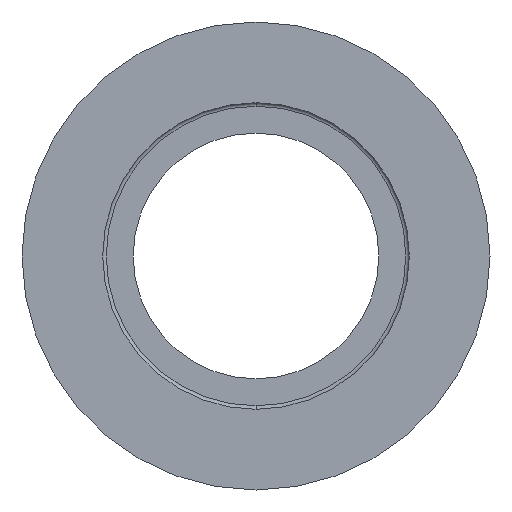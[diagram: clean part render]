
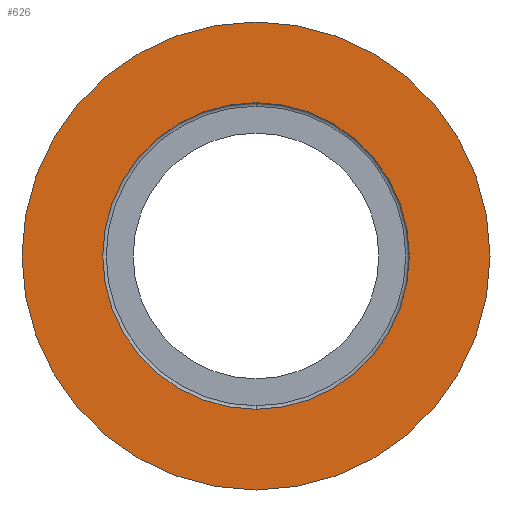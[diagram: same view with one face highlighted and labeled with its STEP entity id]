
A CAD part, front view. The second image highlights one B-rep face of the part: STEP entity #626.
In plain terms, the highlighted planar face has unit normal (0, -1, 0).
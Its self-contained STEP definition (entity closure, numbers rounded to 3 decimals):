
#25 = CARTESIAN_POINT ( 'NONE',  ( 13.1, 0., 0. ) ) ;
#81 = CIRCLE ( 'NONE', #591, 20. ) ;
#101 = CARTESIAN_POINT ( 'NONE',  ( 0., 0., 0. ) ) ;
#109 = PLANE ( 'NONE',  #909 ) ;
#143 = VERTEX_POINT ( 'NONE', #188 ) ;
#162 = EDGE_CURVE ( 'NONE', #239, #656, #81, .T. ) ;
#175 = CARTESIAN_POINT ( 'NONE',  ( 0., 0., 0. ) ) ;
#188 = CARTESIAN_POINT ( 'NONE',  ( 0., 0., -13.1 ) ) ;
#191 = DIRECTION ( 'NONE',  ( 0., 0., -1. ) ) ;
#203 = DIRECTION ( 'NONE',  ( 0., 0., -1. ) ) ;
#211 = ORIENTED_EDGE ( 'NONE', *, *, #647, .T. ) ;
#214 = VERTEX_POINT ( 'NONE', #672 ) ;
#239 = VERTEX_POINT ( 'NONE', #810 ) ;
#247 = CIRCLE ( 'NONE', #938, 20. ) ;
#249 = ORIENTED_EDGE ( 'NONE', *, *, #455, .F. ) ;
#262 = DIRECTION ( 'NONE',  ( 0., 0., -1. ) ) ;
#290 = DIRECTION ( 'NONE',  ( 0., -1., 0. ) ) ;
#312 = FACE_OUTER_BOUND ( 'NONE', #407, .T. ) ;
#332 = AXIS2_PLACEMENT_3D ( 'NONE', #339, #780, #426 ) ;
#337 = EDGE_LOOP ( 'NONE', ( #420, #249 ) ) ;
#339 = CARTESIAN_POINT ( 'NONE',  ( 0., 0., 0. ) ) ;
#378 = FACE_BOUND ( 'NONE', #337, .T. ) ;
#393 = EDGE_CURVE ( 'NONE', #143, #214, #644, .T. ) ;
#407 = EDGE_LOOP ( 'NONE', ( #211, #835 ) ) ;
#420 = ORIENTED_EDGE ( 'NONE', *, *, #393, .F. ) ;
#426 = DIRECTION ( 'NONE',  ( 0., 0., -1. ) ) ;
#455 = EDGE_CURVE ( 'NONE', #214, #143, #493, .T. ) ;
#493 = CIRCLE ( 'NONE', #580, 13.1 ) ;
#529 = CARTESIAN_POINT ( 'NONE',  ( 0., 0., -20. ) ) ;
#580 = AXIS2_PLACEMENT_3D ( 'NONE', #175, #660, #262 ) ;
#591 = AXIS2_PLACEMENT_3D ( 'NONE', #101, #620, #191 ) ;
#620 = DIRECTION ( 'NONE',  ( 0., -1., 0. ) ) ;
#624 = DIRECTION ( 'NONE',  ( 0., -1., 0. ) ) ;
#626 = ADVANCED_FACE ( 'NONE', ( #312, #378 ), #109, .T. ) ;
#644 = CIRCLE ( 'NONE', #332, 13.1 ) ;
#647 = EDGE_CURVE ( 'NONE', #656, #239, #247, .T. ) ;
#656 = VERTEX_POINT ( 'NONE', #529 ) ;
#660 = DIRECTION ( 'NONE',  ( 0., -1., 0. ) ) ;
#672 = CARTESIAN_POINT ( 'NONE',  ( 0., 0., 13.1 ) ) ;
#681 = CARTESIAN_POINT ( 'NONE',  ( 0., 0., 0. ) ) ;
#742 = DIRECTION ( 'NONE',  ( 0., 0., -1. ) ) ;
#780 = DIRECTION ( 'NONE',  ( 0., -1., 0. ) ) ;
#810 = CARTESIAN_POINT ( 'NONE',  ( 0., 0., 20. ) ) ;
#835 = ORIENTED_EDGE ( 'NONE', *, *, #162, .T. ) ;
#909 = AXIS2_PLACEMENT_3D ( 'NONE', #25, #624, #203 ) ;
#938 = AXIS2_PLACEMENT_3D ( 'NONE', #681, #290, #742 ) ;
